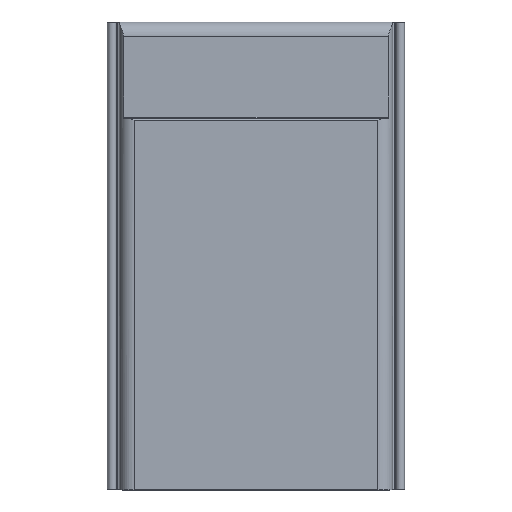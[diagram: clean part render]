
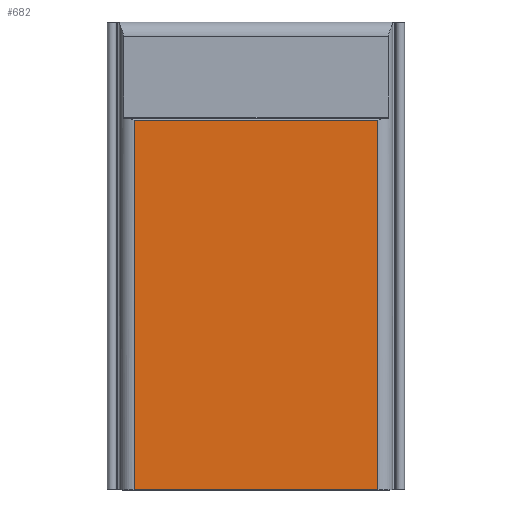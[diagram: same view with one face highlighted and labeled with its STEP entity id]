
A CAD part, top view. The second image highlights one B-rep face of the part: STEP entity #682.
In plain terms, the highlighted planar face has unit normal (0, 0, 1).
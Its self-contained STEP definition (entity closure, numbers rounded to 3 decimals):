
#2 = VECTOR ( 'NONE', #960, 1000. ) ;
#54 = CARTESIAN_POINT ( 'NONE',  ( 8.2, 15.75, 3. ) ) ;
#70 = ORIENTED_EDGE ( 'NONE', *, *, #961, .F. ) ;
#77 = FACE_OUTER_BOUND ( 'NONE', #501, .T. ) ;
#91 = EDGE_CURVE ( 'NONE', #904, #221, #708, .T. ) ;
#147 = LINE ( 'NONE', #666, #229 ) ;
#154 = CARTESIAN_POINT ( 'NONE',  ( 8.2, 9.15, 3. ) ) ;
#204 = AXIS2_PLACEMENT_3D ( 'NONE', #540, #832, #761 ) ;
#221 = VERTEX_POINT ( 'NONE', #372 ) ;
#229 = VECTOR ( 'NONE', #910, 1000. ) ;
#252 = PLANE ( 'NONE',  #204 ) ;
#289 = VECTOR ( 'NONE', #554, 1000. ) ;
#353 = LINE ( 'NONE', #876, #2 ) ;
#372 = CARTESIAN_POINT ( 'NONE',  ( 8.2, -15.75, 3. ) ) ;
#403 = CARTESIAN_POINT ( 'NONE',  ( -8.2, -15.75, 3. ) ) ;
#410 = EDGE_CURVE ( 'NONE', #512, #797, #353, .T. ) ;
#482 = DIRECTION ( 'NONE',  ( 0., -1., 0. ) ) ;
#501 = EDGE_LOOP ( 'NONE', ( #70, #926, #557, #813 ) ) ;
#512 = VERTEX_POINT ( 'NONE', #154 ) ;
#532 = LINE ( 'NONE', #54, #819 ) ;
#540 = CARTESIAN_POINT ( 'NONE',  ( -8.2, 15.75, 3. ) ) ;
#554 = DIRECTION ( 'NONE',  ( 1., 0., 0. ) ) ;
#557 = ORIENTED_EDGE ( 'NONE', *, *, #673, .T. ) ;
#666 = CARTESIAN_POINT ( 'NONE',  ( -8.2, 15.75, 3. ) ) ;
#673 = EDGE_CURVE ( 'NONE', #797, #904, #147, .T. ) ;
#682 = ADVANCED_FACE ( 'NONE', ( #77 ), #252, .F. ) ;
#708 = LINE ( 'NONE', #403, #289 ) ;
#710 = CARTESIAN_POINT ( 'NONE',  ( -8.2, 9.15, 3. ) ) ;
#761 = DIRECTION ( 'NONE',  ( -1., 0., 0. ) ) ;
#779 = CARTESIAN_POINT ( 'NONE',  ( -8.2, -15.75, 3. ) ) ;
#797 = VERTEX_POINT ( 'NONE', #710 ) ;
#813 = ORIENTED_EDGE ( 'NONE', *, *, #91, .T. ) ;
#819 = VECTOR ( 'NONE', #482, 1000. ) ;
#832 = DIRECTION ( 'NONE',  ( 0., 0., -1. ) ) ;
#876 = CARTESIAN_POINT ( 'NONE',  ( 10.001, 9.15, 3. ) ) ;
#904 = VERTEX_POINT ( 'NONE', #779 ) ;
#910 = DIRECTION ( 'NONE',  ( 0., -1., 0. ) ) ;
#926 = ORIENTED_EDGE ( 'NONE', *, *, #410, .T. ) ;
#960 = DIRECTION ( 'NONE',  ( -1., 0., 0. ) ) ;
#961 = EDGE_CURVE ( 'NONE', #512, #221, #532, .T. ) ;
